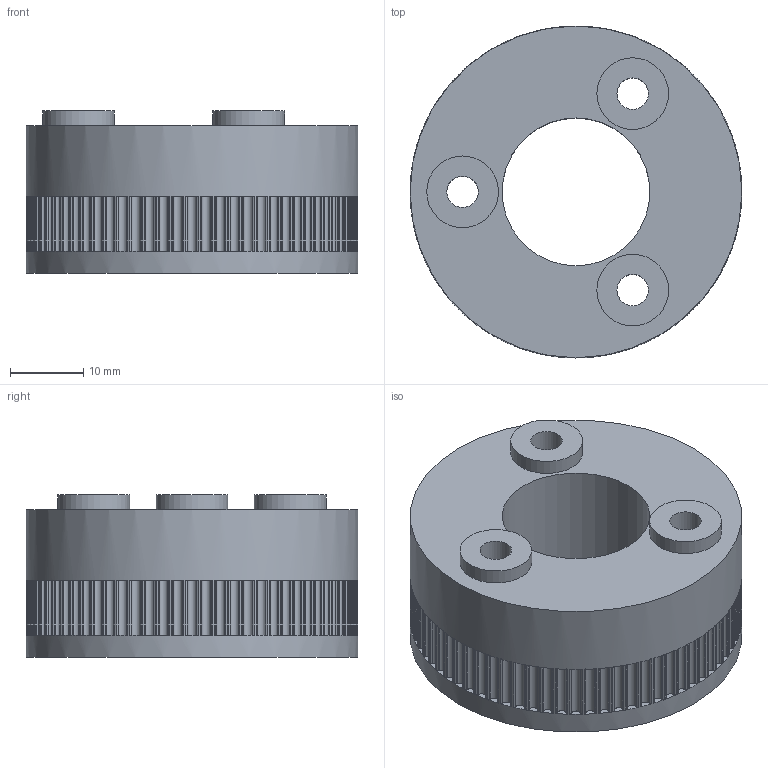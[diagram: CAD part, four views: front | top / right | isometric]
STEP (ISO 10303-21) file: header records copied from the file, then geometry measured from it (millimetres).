
FILE_DESCRIPTION(/* description */ (''),/* implementation_level */ '2;1');
FILE_NAME(/* name */ 'V_axis_pulley_80t_fdm.step',/* time_stamp */ '2022-10-29T09:38:14-04:00',/* author */ (''),/* organization */ (''),/* preprocessor_version */ 'ST-DEVELOPER v19',/* originating_system */ 'Autodesk Translation Framework v11.7.0.108',/* authorisation */ '');
FILE_SCHEMA (('AUTOMOTIVE_DESIGN { 1 0 10303 214 3 1 1 }'));
Length unit declared in the file: millimetre
Products named in the file (1): Open5x Mods v1
Bounding box: 45.34 x 45.34 x 22.18 mm (x, y, z)
Volume: 25143.3 mm3; surface area: 8289.9 mm2
Topology: 1 solids, 1 shells, 517 faces, 1323 edges, 882 vertices
Faces by surface type: cylinder 368, plane 149
Full cylindrical faces by diameter (mm): 4.3 x3, 9.8 x3, 20.2 x1, 45.339 x1
Entity records: 16237 total; most frequent: DIRECTION 3241, CARTESIAN_POINT 2723, ORIENTED_EDGE 2646, AXIS2_PLACEMENT_3D 1400, EDGE_CURVE 1323, CIRCLE 882, VERTEX_POINT 882, EDGE_LOOP 599
